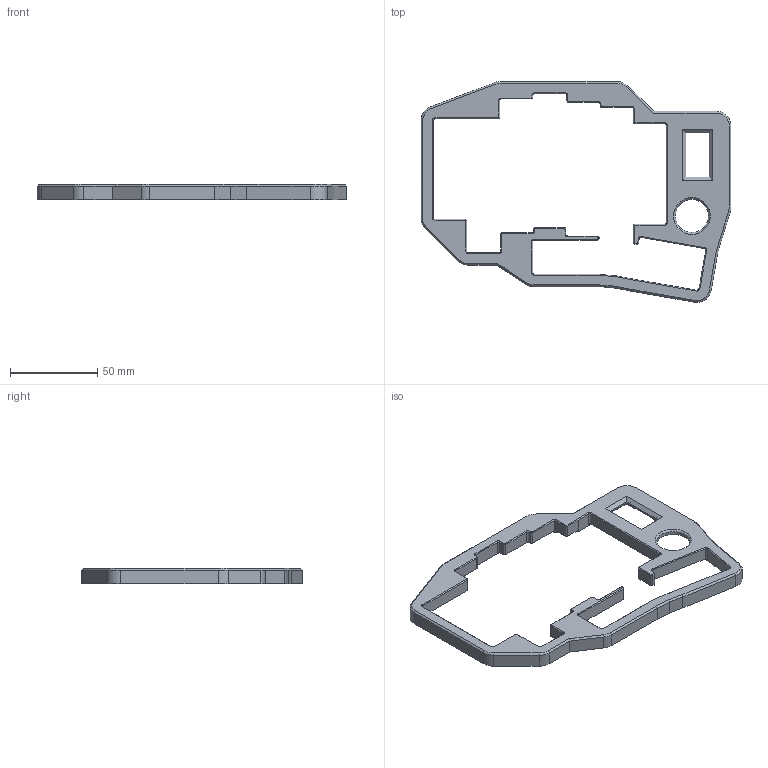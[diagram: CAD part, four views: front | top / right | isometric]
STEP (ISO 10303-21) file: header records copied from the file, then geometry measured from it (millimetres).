
FILE_DESCRIPTION(/* description */ (''),/* implementation_level */ '2;1');
FILE_NAME(/* name */ 'Spleeb Left Top.step',/* time_stamp */ '2022-12-30T16:38:21-08:00',/* author */ (''),/* organization */ (''),/* preprocessor_version */ 'ST-DEVELOPER v19.2',/* originating_system */ 'Autodesk Translation Framework v11.17.0.187',/* authorisation */ '');
FILE_SCHEMA (('AUTOMOTIVE_DESIGN { 1 0 10303 214 3 1 1 }'));
Length unit declared in the file: millimetre
Products named in the file (1): Left Top
Bounding box: 177.85 x 126.75 x 8.7 mm (x, y, z)
Volume: 45899.1 mm3; surface area: 24430.2 mm2
Topology: 1 solids, 1 shells, 345 faces, 892 edges, 561 vertices
Faces by surface type: plane 191, cylinder 109, cone 45
Full cylindrical faces by diameter (mm): 3.3 x14, 19 x1
Entity records: 10471 total; most frequent: DIRECTION 1852, CARTESIAN_POINT 1799, ORIENTED_EDGE 1784, EDGE_CURVE 892, LINE 624, VECTOR 624, AXIS2_PLACEMENT_3D 614, VERTEX_POINT 561
